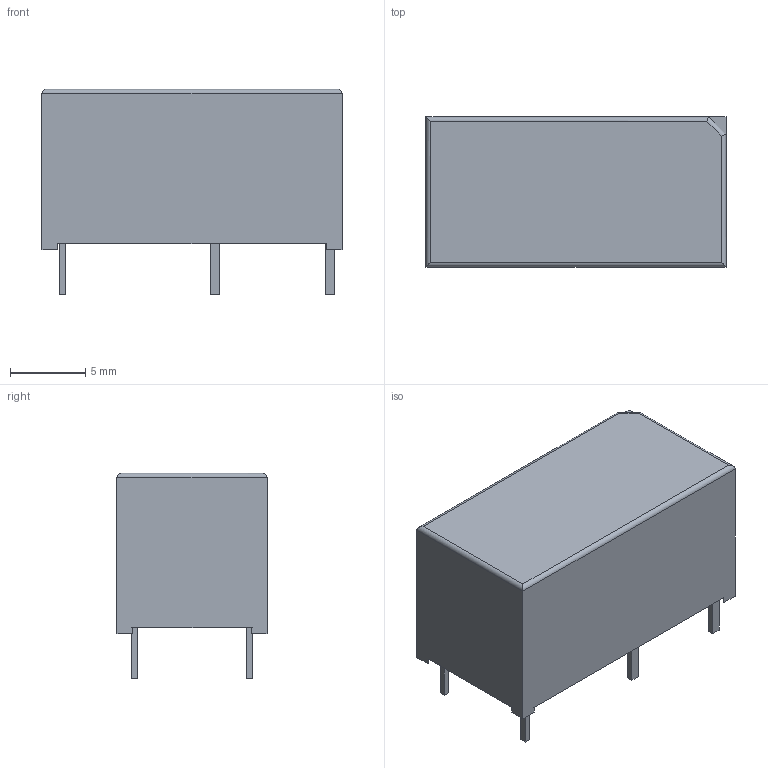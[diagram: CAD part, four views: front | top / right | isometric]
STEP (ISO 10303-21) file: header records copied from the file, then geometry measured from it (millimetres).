
FILE_DESCRIPTION(('FreeCAD Model'),'2;1');
FILE_NAME('Relay_SPST_Finder_32.21-x300.step','2018-01-18T22:43:02',('kicad StepUp' ),('ksu MCAD'),'Open CASCADE STEP processor 6.8','FreeCAD','Unknown' );
FILE_SCHEMA(('AUTOMOTIVE_DESIGN_CC2 { 1 2 10303 214 -1 1 5 4 }'));
Length unit declared in the file: millimetre
Products named in the file (1): Relay_SPST_Finder_32.21-x300
Bounding box: 20 x 10 x 13.7 mm (x, y, z)
Volume: 2062.1 mm3; surface area: 1040.2 mm2
Topology: 1 solids, 1 shells, 41 faces, 100 edges, 65 vertices
Faces by surface type: plane 36, cylinder 5
Entity records: 861 total; most frequent: ORIENTED_EDGE 144, CARTESIAN_POINT 120, EDGE_CURVE 100, LINE 91, VERTEX_POINT 65, FACE_BOUND 45, EDGE_LOOP 45, AXIS2_PLACEMENT_3D 44
